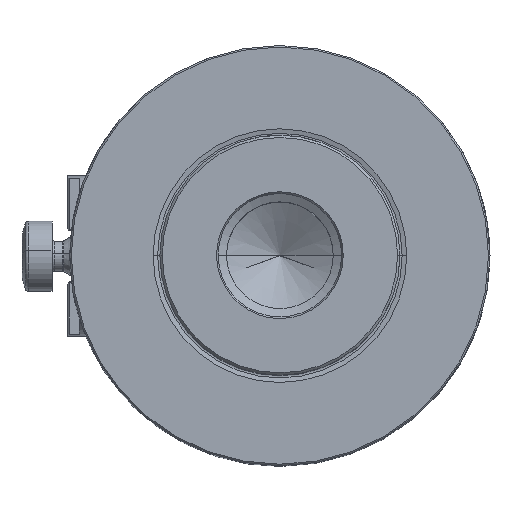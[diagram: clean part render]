
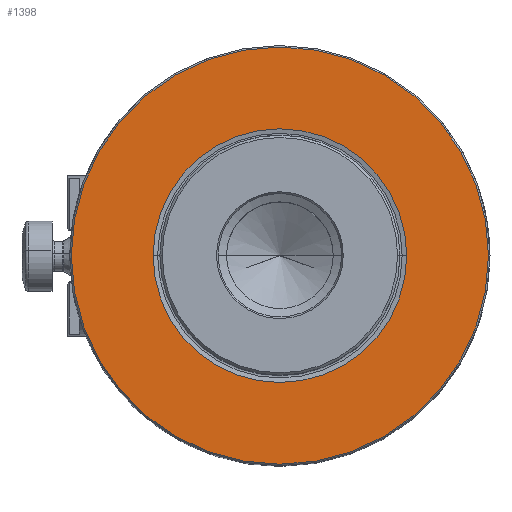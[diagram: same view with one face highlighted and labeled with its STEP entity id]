
A CAD part, top view. The second image highlights one B-rep face of the part: STEP entity #1398.
In plain terms, the highlighted planar face has unit normal (0, 0, 1).
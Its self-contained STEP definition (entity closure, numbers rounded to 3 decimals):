
#884=EDGE_CURVE('NONE',#1654,#1088,#2412,.T.);
#910=EDGE_CURVE('NONE',#2274,#1480,#2438,.T.);
#1088=VERTEX_POINT('NONE',#2634);
#1398=ADVANCED_FACE('NONE',(#2975,#2976),#2977,.T.);
#1480=VERTEX_POINT('NONE',#3063);
#1654=VERTEX_POINT('NONE',#3253);
#1812=EDGE_CURVE('NONE',#1480,#2274,#3427,.T.);
#1936=EDGE_CURVE('NONE',#1088,#1654,#3568,.T.);
#2274=VERTEX_POINT('NONE',#3951);
#2412=CIRCLE('',#4144,19.012);
#2438=CIRCLE('',#4200,31.275);
#2634=CARTESIAN_POINT('',(19.012,0.,0.0));
#2975=FACE_OUTER_BOUND('',#5517,.T.);
#2976=FACE_BOUND('',#5518,.T.);
#2977=PLANE('',#5519);
#3063=CARTESIAN_POINT('',(-31.275,0.,0.0));
#3253=CARTESIAN_POINT('',(-19.012,0.,0.0));
#3427=CIRCLE('',#6393,31.275);
#3568=CIRCLE('',#6634,19.012);
#3951=CARTESIAN_POINT('',(31.275,0.,0.0));
#4144=AXIS2_PLACEMENT_3D('',#7530,#7531,#7532);
#4200=AXIS2_PLACEMENT_3D('',#7542,#7543,#7544);
#5517=EDGE_LOOP('',(#8171,#8172));
#5518=EDGE_LOOP('',(#8173,#8174));
#5519=AXIS2_PLACEMENT_3D('',#8175,#8176,#8177);
#6393=AXIS2_PLACEMENT_3D('',#8652,#8653,#8654);
#6634=AXIS2_PLACEMENT_3D('',#8836,#8837,#8838);
#7530=CARTESIAN_POINT('',(0.0,0.0,0.0));
#7531=DIRECTION('',(0.0,-0.0,1.0));
#7532=DIRECTION('',(0.0,1.0,0.0));
#7542=CARTESIAN_POINT('',(0.0,0.0,0.0));
#7543=DIRECTION('',(0.0,0.0,-1.0));
#7544=DIRECTION('',(0.0,1.0,0.0));
#8171=ORIENTED_EDGE('',*,*,#1812,.F.);
#8172=ORIENTED_EDGE('',*,*,#910,.F.);
#8173=ORIENTED_EDGE('',*,*,#1936,.F.);
#8174=ORIENTED_EDGE('',*,*,#884,.F.);
#8175=CARTESIAN_POINT('',(-18.0,0.0,0.0));
#8176=DIRECTION('',(0.0,-0.0,1.0));
#8177=DIRECTION('',(0.0,1.0,0.0));
#8652=CARTESIAN_POINT('',(0.0,0.0,0.0));
#8653=DIRECTION('',(0.0,0.0,-1.0));
#8654=DIRECTION('',(0.0,1.0,0.0));
#8836=CARTESIAN_POINT('',(0.0,0.0,0.0));
#8837=DIRECTION('',(0.0,-0.0,1.0));
#8838=DIRECTION('',(0.0,1.0,0.0));
